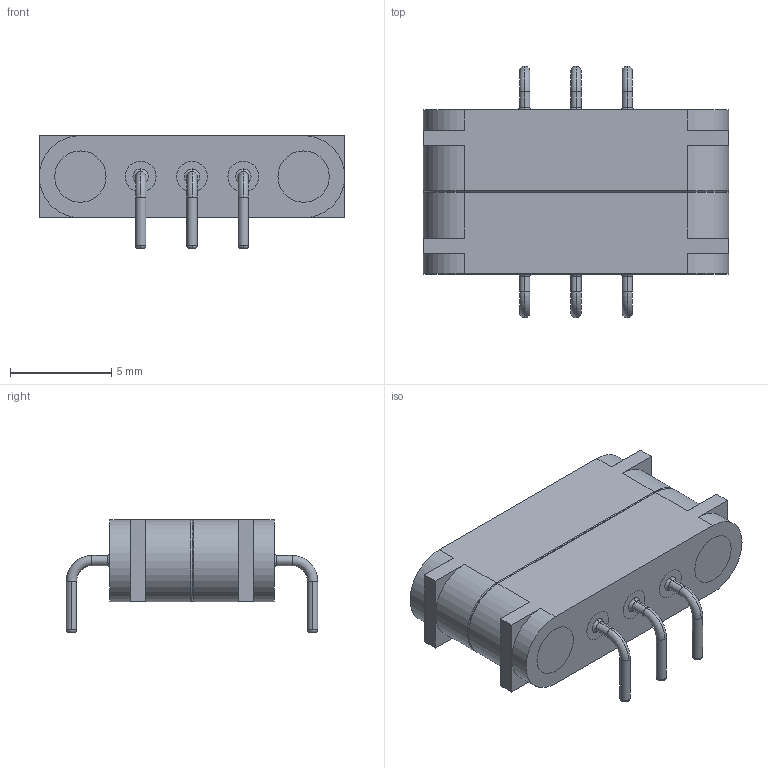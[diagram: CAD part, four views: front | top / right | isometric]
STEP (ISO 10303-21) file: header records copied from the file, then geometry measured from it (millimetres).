
FILE_DESCRIPTION (( 'STEP AP203' ), '1' );
FILE_NAME ('3pin_RA_mag_connector-Adafruit-5360.STEP', '2023-01-31T03:59:55', ( '' ), ( '' ), 'SwSTEP 2.0', 'SolidWorks 2013', '' );
FILE_SCHEMA (( 'CONFIG_CONTROL_DESIGN' ));
Length unit declared in the file: inch
Products named in the file (3): 3pin-RA_mag_connector-PAD^3pin_RA_mag_connector-Adafruit-5360; 3pin_RA_mag_connector-Adafruit-5360; 3pin-RA_mag_connector-POGO^3pin_RA_mag_connector-Adafruit-5360
Assembly tree (2 placements, depth 2):
  3pin_RA_mag_connector-Adafruit-5360
    3pin-RA_mag_connector-PAD^3pin_RA_mag_connector-Adafruit-5360
    3pin-RA_mag_connector-POGO^3pin_RA_mag_connector-Adafruit-5360
Bounding box: 15.11 x 12.45 x 5.59 mm (x, y, z)
Volume: 480.1 mm3; surface area: 1071.3 mm2
Topology: 12 solids, 12 shells, 219 faces, 478 edges, 292 vertices
Faces by surface type: cylinder 82, torus 66, plane 57, cone 14
Entity records: 6409 total; most frequent: DIRECTION 1252, CARTESIAN_POINT 994, ORIENTED_EDGE 956, AXIS2_PLACEMENT_3D 550, EDGE_CURVE 478, CIRCLE 326, VERTEX_POINT 292, EDGE_LOOP 248
